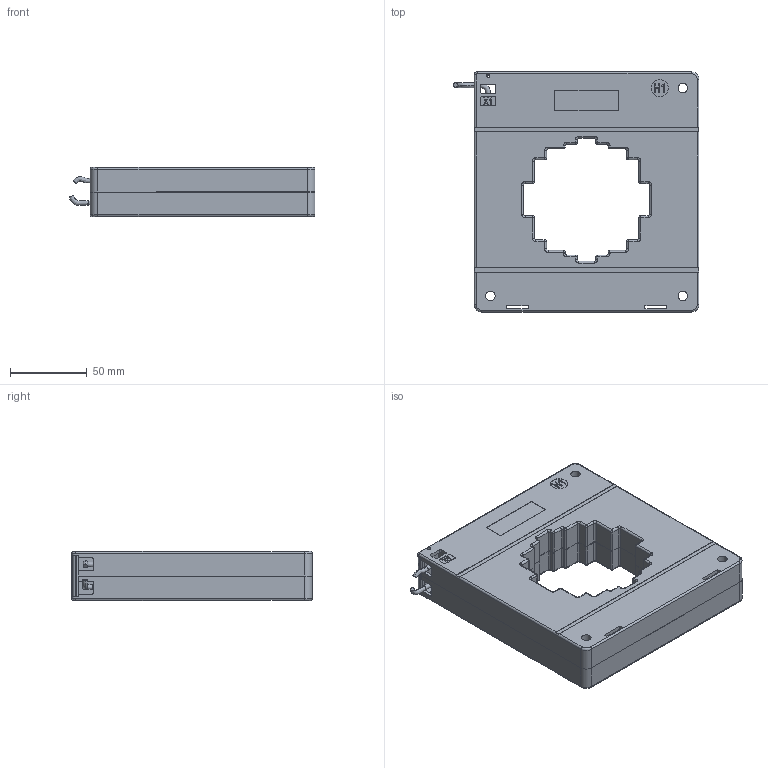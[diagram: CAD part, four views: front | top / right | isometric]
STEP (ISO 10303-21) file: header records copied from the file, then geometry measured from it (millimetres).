
FILE_DESCRIPTION(/* description */ ('STEP AP214'),/* implementation_level */ '2;1');
FILE_NAME(/* name */ 'AcuCT S335 (SCTH34Y-080)_customer version.step',/* time_stamp */ '2025-06-06T16:50:57-04:00',/* author */ (''),/* organization */ (''),/* preprocessor_version */ 'ST-DEVELOPER v20.1',/* originating_system */ 'Autodesk Translation Framework v14.10.0.0',/* authorisation */ '');
FILE_SCHEMA (('AUTOMOTIVE_DESIGN { 1 0 10303 214 3 1 1 }'));
Length unit declared in the file: millimetre
Products named in the file (7): S335ZX; S335ZX(2)^S335ZX; ^S335ZX(2)_S335ZX; ^_S335ZX(2)_S335ZX; 复件 (2) ^_S335ZX(2)_S335ZX; 复件 (3) ^_S335ZX(2)_S335ZX; 出线块ZX.step(3)^S335ZX(2)_S335ZX
Assembly tree (6 placements, depth 4):
  S335ZX
    S335ZX(2)^S335ZX
      ^S335ZX(2)_S335ZX
        ^_S335ZX(2)_S335ZX
        复件 (2) ^_S335ZX(2)_S335ZX
        复件 (3) ^_S335ZX(2)_S335ZX
      出线块ZX.step(3)^S335ZX(2)_S335ZX
Bounding box: 159.79 x 156 x 32 mm (x, y, z)
Volume: 465065.3 mm3; surface area: 135876.2 mm2
Topology: 4 solids, 4 shells, 1486 faces, 3878 edges, 2411 vertices
Faces by surface type: plane 863, cylinder 441, cone 84, torus 50, bspline 48
Full cylindrical faces by diameter (mm): 1.8 x2, 1.9 x2, 2 x4, 3 x6, 5.2 x2, 6.2 x6, 7.4 x3, 7.5 x3, 8.6 x3, 11 x2
Entity records: 51917 total; most frequent: CARTESIAN_POINT 15109, ORIENTED_EDGE 7692, DIRECTION 7604, EDGE_CURVE 3846, LINE 2760, VECTOR 2760, AXIS2_PLACEMENT_3D 2422, VERTEX_POINT 2411
